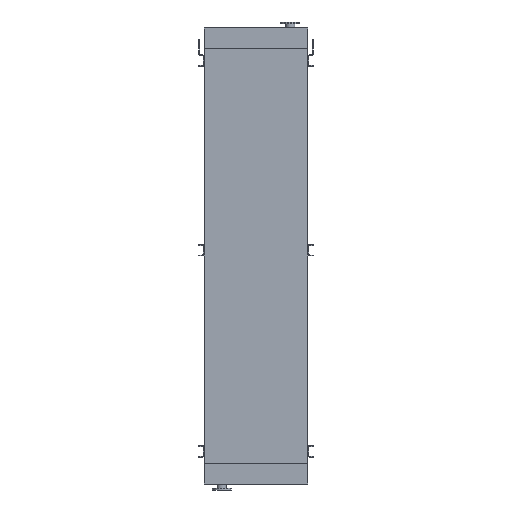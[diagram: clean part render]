
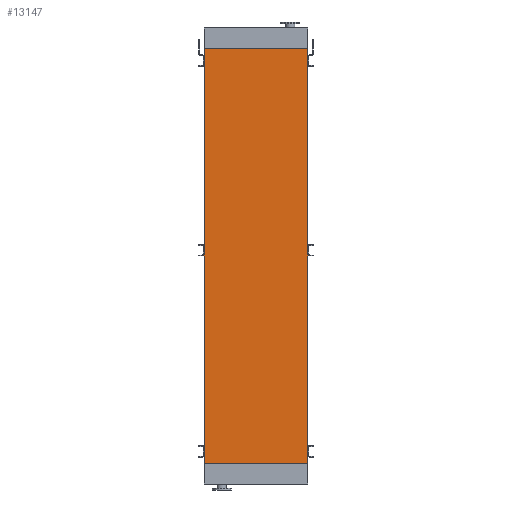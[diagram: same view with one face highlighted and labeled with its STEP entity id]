
A CAD part, front view. The second image highlights one B-rep face of the part: STEP entity #13147.
In plain terms, the highlighted planar face has unit normal (0, -1, 0).
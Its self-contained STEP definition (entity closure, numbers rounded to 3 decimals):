
#840 = CARTESIAN_POINT ( 'NONE',  ( 605., 0., -4850. ) ) ;
#1227 = CARTESIAN_POINT ( 'NONE',  ( -605., 0., 0. ) ) ;
#1334 = LINE ( 'NONE', #1227, #5032 ) ;
#2380 = CARTESIAN_POINT ( 'NONE',  ( -605., 0., -4850. ) ) ;
#3323 = ORIENTED_EDGE ( 'NONE', *, *, #15045, .F. ) ;
#5032 = VECTOR ( 'NONE', #10680, 1000. ) ;
#6142 = VERTEX_POINT ( 'NONE', #7210 ) ;
#6183 = ORIENTED_EDGE ( 'NONE', *, *, #11879, .T. ) ;
#6256 = AXIS2_PLACEMENT_3D ( 'NONE', #18684, #20290, #10847 ) ;
#6598 = EDGE_CURVE ( 'NONE', #6142, #17055, #17925, .T. ) ;
#6772 = VECTOR ( 'NONE', #10293, 1000. ) ;
#6811 = EDGE_LOOP ( 'NONE', ( #3323, #14407, #6183, #15459 ) ) ;
#7153 = VECTOR ( 'NONE', #19639, 1000. ) ;
#7210 = CARTESIAN_POINT ( 'NONE',  ( -605., 0., -4850. ) ) ;
#7744 = VERTEX_POINT ( 'NONE', #17522 ) ;
#8074 = FACE_OUTER_BOUND ( 'NONE', #6811, .T. ) ;
#8151 = LINE ( 'NONE', #2380, #7153 ) ;
#9264 = PLANE ( 'NONE',  #6256 ) ;
#9441 = VERTEX_POINT ( 'NONE', #18642 ) ;
#10293 = DIRECTION ( 'NONE',  ( 0., 0., 1. ) ) ;
#10680 = DIRECTION ( 'NONE',  ( 1., 0., 0. ) ) ;
#10847 = DIRECTION ( 'NONE',  ( 0., 0., -1. ) ) ;
#10859 = CARTESIAN_POINT ( 'NONE',  ( -605., 0., 0. ) ) ;
#10966 = LINE ( 'NONE', #840, #6772 ) ;
#11879 = EDGE_CURVE ( 'NONE', #6142, #7744, #8151, .T. ) ;
#13147 = ADVANCED_FACE ( 'NONE', ( #8074 ), #9264, .T. ) ;
#13734 = VECTOR ( 'NONE', #14247, 1000. ) ;
#14247 = DIRECTION ( 'NONE',  ( 0., 0., 1. ) ) ;
#14407 = ORIENTED_EDGE ( 'NONE', *, *, #6598, .F. ) ;
#14617 = EDGE_CURVE ( 'NONE', #7744, #9441, #10966, .T. ) ;
#15045 = EDGE_CURVE ( 'NONE', #17055, #9441, #1334, .T. ) ;
#15459 = ORIENTED_EDGE ( 'NONE', *, *, #14617, .T. ) ;
#17055 = VERTEX_POINT ( 'NONE', #10859 ) ;
#17522 = CARTESIAN_POINT ( 'NONE',  ( 605., 0., -4850. ) ) ;
#17925 = LINE ( 'NONE', #18938, #13734 ) ;
#18642 = CARTESIAN_POINT ( 'NONE',  ( 605., 0., 0. ) ) ;
#18684 = CARTESIAN_POINT ( 'NONE',  ( -605., 0., -4850. ) ) ;
#18938 = CARTESIAN_POINT ( 'NONE',  ( -605., 0., -4850. ) ) ;
#19639 = DIRECTION ( 'NONE',  ( 1., 0., 0. ) ) ;
#20290 = DIRECTION ( 'NONE',  ( 0., -1., 0. ) ) ;
